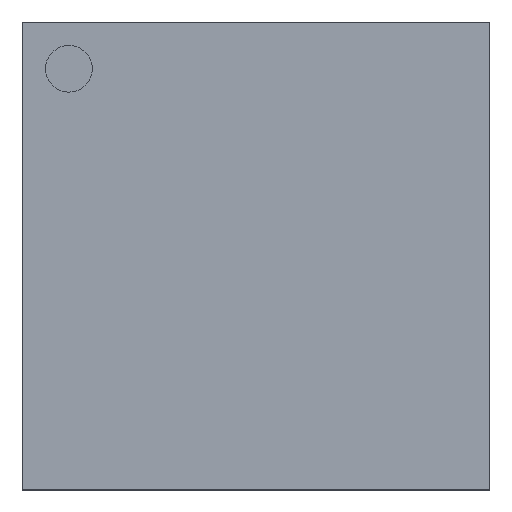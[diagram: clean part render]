
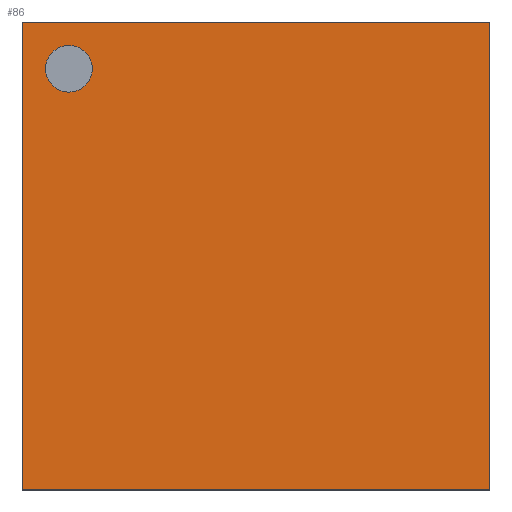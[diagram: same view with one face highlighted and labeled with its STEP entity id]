
A CAD part, top view. The second image highlights one B-rep face of the part: STEP entity #86.
In plain terms, the highlighted planar face has unit normal (0, 0, 1).
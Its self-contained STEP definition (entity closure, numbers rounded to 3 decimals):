
#13=DIRECTION('',(0.,0.,1.));
#20=ORIENTED_EDGE('',*,*,#21,.F.);
#21=EDGE_CURVE('',#22,#24,#26,.T.);
#22=VERTEX_POINT('',#23);
#23=CARTESIAN_POINT('',(-6.25,-6.25,6.2));
#24=VERTEX_POINT('',#25);
#25=CARTESIAN_POINT('',(-6.25,6.25,6.2));
#26=LINE('',#23,#27);
#27=VECTOR('',#28,1.);
#28=DIRECTION('',(0.,1.,0.));
#85=DIRECTION('',(1.,0.,0.));
#86=ADVANCED_FACE('',(#87,#103),#112,.T.);
#87=FACE_BOUND('',#88,.T.);
#88=EDGE_LOOP('',(#20,#89,#95,#100));
#89=ORIENTED_EDGE('',*,*,#90,.T.);
#90=EDGE_CURVE('',#22,#91,#93,.T.);
#91=VERTEX_POINT('',#92);
#92=CARTESIAN_POINT('',(6.25,-6.25,6.2));
#93=LINE('',#23,#94);
#94=VECTOR('',#85,1.);
#95=ORIENTED_EDGE('',*,*,#96,.T.);
#96=EDGE_CURVE('',#91,#97,#99,.T.);
#97=VERTEX_POINT('',#98);
#98=CARTESIAN_POINT('',(6.25,6.25,6.2));
#99=LINE('',#92,#27);
#100=ORIENTED_EDGE('',*,*,#101,.F.);
#101=EDGE_CURVE('',#24,#97,#102,.T.);
#102=LINE('',#25,#94);
#103=FACE_BOUND('',#104,.T.);
#104=EDGE_LOOP('',(#105));
#105=ORIENTED_EDGE('',*,*,#106,.F.);
#106=EDGE_CURVE('',#107,#107,#109,.T.);
#107=VERTEX_POINT('',#108);
#108=CARTESIAN_POINT('',(-4.375,5.,6.2));
#109=CIRCLE('',#110,0.625);
#110=AXIS2_PLACEMENT_3D('',#111,#13,#85);
#111=CARTESIAN_POINT('',(-5.,5.,6.2));
#112=PLANE('',#113);
#113=AXIS2_PLACEMENT_3D('',#23,#13,#85);
